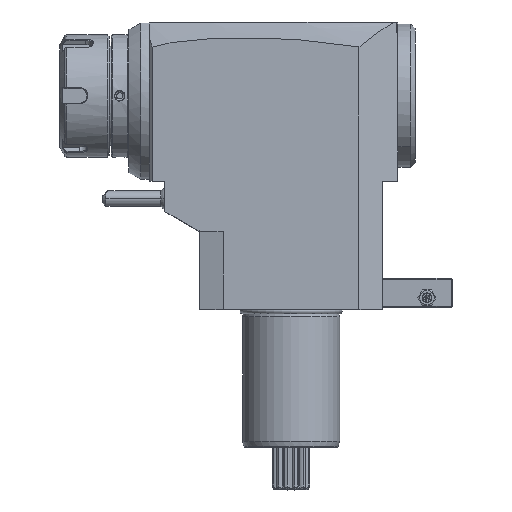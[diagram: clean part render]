
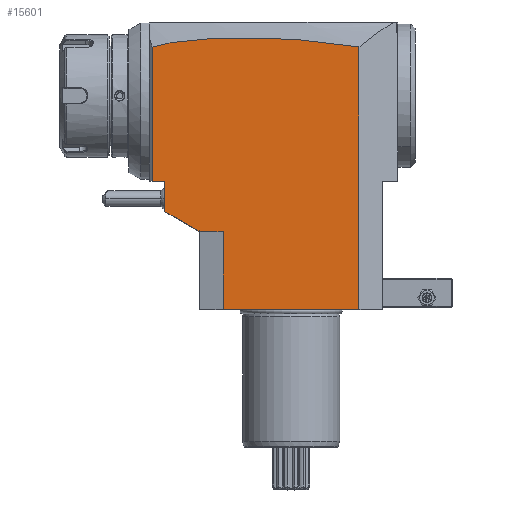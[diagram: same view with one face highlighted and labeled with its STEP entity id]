
A CAD part, top view. The second image highlights one B-rep face of the part: STEP entity #15601.
In plain terms, the highlighted planar face has unit normal (0, 0, 1).
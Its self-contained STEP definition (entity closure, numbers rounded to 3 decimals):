
#3519=DIRECTION('',(-1.,0.,0.));
#3520=VECTOR('',#3519,70.);
#3521=CARTESIAN_POINT('',(35.,0.,44.));
#3522=LINE('',#3521,#3520);
#3601=DIRECTION('',(1.,0.,0.));
#3602=VECTOR('',#3601,6.5);
#3603=CARTESIAN_POINT('',(-71.5,66.,44.));
#3604=LINE('',#3603,#3602);
#3609=DIRECTION('',(0.866,-0.5,0.));
#3610=VECTOR('',#3609,1.155);
#3611=CARTESIAN_POINT('',(-47.,40.577,44.));
#3612=LINE('',#3611,#3610);
#3613=DIRECTION('',(0.,1.,0.));
#3614=VECTOR('',#3613,0.577);
#3615=CARTESIAN_POINT('',(-47.,40.,44.));
#3616=LINE('',#3615,#3614);
#3617=DIRECTION('',(0.866,-0.5,0.));
#3618=VECTOR('',#3617,20.785);
#3619=CARTESIAN_POINT('',(-65.,50.392,44.));
#3620=LINE('',#3619,#3618);
#3621=DIRECTION('',(0.,-1.,0.));
#3622=VECTOR('',#3621,15.608);
#3623=CARTESIAN_POINT('',(-65.,66.,44.));
#3624=LINE('',#3623,#3622);
#3625=DIRECTION('',(0.,-1.,0.));
#3626=VECTOR('',#3625,69.054);
#3627=CARTESIAN_POINT('',(-71.5,135.054,44.));
#3628=LINE('',#3627,#3626);
#3629=CARTESIAN_POINT('',(35.,135.17,44.));
#3630=CARTESIAN_POINT('',(33.865,135.39,44.));
#3631=CARTESIAN_POINT('',(31.556,135.811,44.));
#3632=CARTESIAN_POINT('',(27.972,136.396,44.));
#3633=CARTESIAN_POINT('',(24.274,136.936,44.));
#3634=CARTESIAN_POINT('',(20.465,137.432,44.));
#3635=CARTESIAN_POINT('',(16.55,137.887,44.));
#3636=CARTESIAN_POINT('',(12.428,138.31,44.));
#3637=CARTESIAN_POINT('',(8.003,138.706,44.));
#3638=CARTESIAN_POINT('',(3.149,139.076,44.));
#3639=CARTESIAN_POINT('',(-1.998,139.397,44.));
#3640=CARTESIAN_POINT('',(-7.215,139.65,44.));
#3641=CARTESIAN_POINT('',(-12.392,139.833,44.));
#3642=CARTESIAN_POINT('',(-17.554,139.947,44.));
#3643=CARTESIAN_POINT('',(-22.675,139.991,44.));
#3644=CARTESIAN_POINT('',(-27.683,139.966,44.));
#3645=CARTESIAN_POINT('',(-32.533,139.875,44.));
#3646=CARTESIAN_POINT('',(-37.223,139.719,44.));
#3647=CARTESIAN_POINT('',(-41.638,139.504,44.));
#3648=CARTESIAN_POINT('',(-45.603,139.25,44.));
#3649=CARTESIAN_POINT('',(-49.116,138.97,44.));
#3650=CARTESIAN_POINT('',(-52.182,138.679,44.));
#3651=CARTESIAN_POINT('',(-54.873,138.382,44.));
#3652=CARTESIAN_POINT('',(-57.27,138.08,44.));
#3653=CARTESIAN_POINT('',(-59.404,137.778,44.));
#3654=CARTESIAN_POINT('',(-61.287,137.48,44.));
#3655=CARTESIAN_POINT('',(-62.932,137.193,44.));
#3656=CARTESIAN_POINT('',(-64.39,136.914,44.));
#3657=CARTESIAN_POINT('',(-65.72,136.637,44.));
#3658=CARTESIAN_POINT('',(-66.979,136.352,44.));
#3659=CARTESIAN_POINT('',(-68.215,136.046,44.));
#3660=CARTESIAN_POINT('',(-69.398,135.724,44.));
#3661=CARTESIAN_POINT('',(-70.509,135.39,44.));
#3662=CARTESIAN_POINT('',(-71.18,135.166,44.));
#3663=CARTESIAN_POINT('',(-71.5,135.054,44.));
#3665=DIRECTION('',(0.,-1.,0.));
#3666=VECTOR('',#3665,135.17);
#3667=CARTESIAN_POINT('',(35.,135.17,44.));
#3668=LINE('',#3667,#3666);
#3709=DIRECTION('',(0.,-1.,0.));
#3710=VECTOR('',#3709,40.);
#3711=CARTESIAN_POINT('',(-35.,40.,44.));
#3712=LINE('',#3711,#3710);
#3725=DIRECTION('',(1.,0.,0.));
#3726=VECTOR('',#3725,11.);
#3727=CARTESIAN_POINT('',(-46.,40.,44.));
#3728=LINE('',#3727,#3726);
#11826=CARTESIAN_POINT('',(-71.5,66.,44.));
#11827=VERTEX_POINT('',#11826);
#11828=VERTEX_POINT('',#3629);
#11829=VERTEX_POINT('',#3663);
#11848=CARTESIAN_POINT('',(-46.,40.,44.));
#11849=CARTESIAN_POINT('',(-35.,40.,44.));
#11850=VERTEX_POINT('',#11848);
#11851=VERTEX_POINT('',#11849);
#12174=CARTESIAN_POINT('',(35.,0.,44.));
#12175=CARTESIAN_POINT('',(-35.,0.,44.));
#12176=VERTEX_POINT('',#12174);
#12177=VERTEX_POINT('',#12175);
#12202=CARTESIAN_POINT('',(-65.,50.392,44.));
#12203=CARTESIAN_POINT('',(-47.,40.,44.));
#12204=VERTEX_POINT('',#12202);
#12205=VERTEX_POINT('',#12203);
#12354=CARTESIAN_POINT('',(-47.,40.577,44.));
#12356=VERTEX_POINT('',#12354);
#12426=CARTESIAN_POINT('',(-65.,66.,44.));
#12427=VERTEX_POINT('',#12426);
#15575=CARTESIAN_POINT('',(-53.475,40.,44.));
#15576=DIRECTION('',(0.,0.,1.));
#15577=DIRECTION('',(1.,0.,0.));
#15578=AXIS2_PLACEMENT_3D('',#15575,#15576,#15577);
#15579=PLANE('',#15578);
#15581=ORIENTED_EDGE('',*,*,#15580,.F.);
#15583=ORIENTED_EDGE('',*,*,#15582,.F.);
#15585=ORIENTED_EDGE('',*,*,#15584,.F.);
#15586=ORIENTED_EDGE('',*,*,#15555,.F.);
#15587=ORIENTED_EDGE('',*,*,#15544,.F.);
#15589=ORIENTED_EDGE('',*,*,#15588,.F.);
#15591=ORIENTED_EDGE('',*,*,#15590,.F.);
#15593=ORIENTED_EDGE('',*,*,#15592,.T.);
#15594=ORIENTED_EDGE('',*,*,#15483,.T.);
#15596=ORIENTED_EDGE('',*,*,#15595,.F.);
#15598=ORIENTED_EDGE('',*,*,#15597,.F.);
#15599=EDGE_LOOP('',(#15581,#15583,#15585,#15586,#15587,#15589,#15591,#15593,
#15594,#15596,#15598));
#15600=FACE_OUTER_BOUND('',#15599,.F.);
#3664=B_SPLINE_CURVE_WITH_KNOTS('',3,(#3629,#3630,#3631,#3632,#3633,#3634,#3635,
#3636,#3637,#3638,#3639,#3640,#3641,#3642,#3643,#3644,#3645,#3646,#3647,#3648,
#3649,#3650,#3651,#3652,#3653,#3654,#3655,#3656,#3657,#3658,#3659,#3660,#3661,
#3662,#3663),.UNSPECIFIED.,.F.,.F.,(4,1,1,1,1,1,1,1,1,1,1,1,1,1,1,1,1,1,1,1,1,1,
1,1,1,1,1,1,1,1,1,1,4),(0.,0.031,0.063,0.094,0.125,0.156,
0.188,0.219,0.25,0.281,0.313,0.344,0.375,0.406,
0.438,0.469,0.5,0.531,0.563,0.594,0.625,0.656,
0.688,0.719,0.75,0.781,0.813,0.844,0.875,0.906,
0.938,0.969,1.),.UNSPECIFIED.);
#15483=EDGE_CURVE('',#12176,#12177,#3522,.T.);
#15544=EDGE_CURVE('',#11827,#12427,#3604,.T.);
#15555=EDGE_CURVE('',#12427,#12204,#3624,.T.);
#15580=EDGE_CURVE('',#12356,#11850,#3612,.T.);
#15582=EDGE_CURVE('',#12205,#12356,#3616,.T.);
#15584=EDGE_CURVE('',#12204,#12205,#3620,.T.);
#15588=EDGE_CURVE('',#11829,#11827,#3628,.T.);
#15590=EDGE_CURVE('',#11828,#11829,#3664,.T.);
#15592=EDGE_CURVE('',#11828,#12176,#3668,.T.);
#15595=EDGE_CURVE('',#11851,#12177,#3712,.T.);
#15597=EDGE_CURVE('',#11850,#11851,#3728,.T.);
#15601=ADVANCED_FACE('',(#15600),#15579,.T.);
